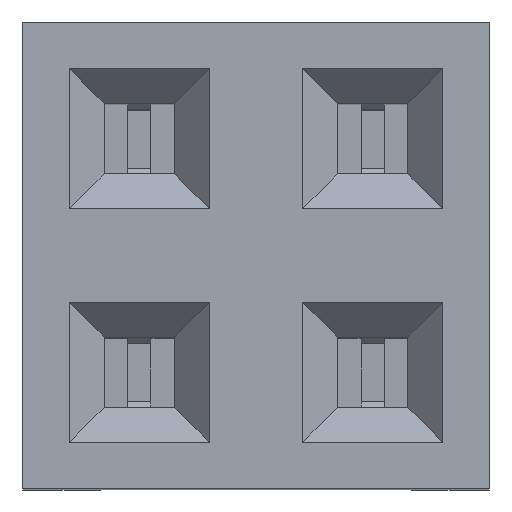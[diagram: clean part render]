
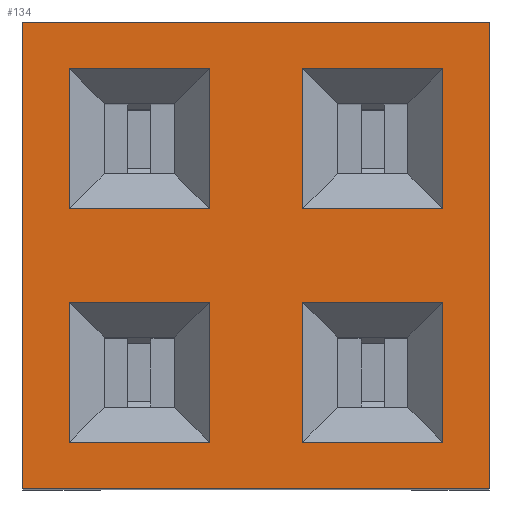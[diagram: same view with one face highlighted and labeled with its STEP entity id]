
A CAD part, top view. The second image highlights one B-rep face of the part: STEP entity #134.
In plain terms, the highlighted planar face has unit normal (0, 0, 1).
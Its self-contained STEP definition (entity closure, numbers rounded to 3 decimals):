
#23=VERTEX_POINT('',#24);
#24=CARTESIAN_POINT('',(1.,-3.,5.6));
#28=EDGE_CURVE('',#23,#29,#31,.T.);
#29=VERTEX_POINT('',#30);
#30=CARTESIAN_POINT('',(1.,1.,5.6));
#31=LINE('',#24,#32);
#32=VECTOR('',#33,1.);
#33=DIRECTION('',(0.,1.,0.));
#44=DIRECTION('',(-1.,0.,0.));
#55=VECTOR('',#56,1.);
#56=DIRECTION('',(1.,0.,0.));
#59=VERTEX_POINT('',#60);
#60=CARTESIAN_POINT('',(-3.,-3.,5.6));
#63=EDGE_CURVE('',#59,#23,#64,.T.);
#64=LINE('',#60,#55);
#93=VECTOR('',#44,1.);
#96=EDGE_CURVE('',#29,#97,#99,.T.);
#97=VERTEX_POINT('',#98);
#98=CARTESIAN_POINT('',(-3.,1.,5.6));
#99=LINE('',#30,#93);
#124=DIRECTION('',(0.,-1.,0.));
#133=DIRECTION('',(0.,0.,-1.));
#134=ADVANCED_FACE('',(#135,#144,#174,#196,#218),#240,.F.);
#135=FACE_BOUND('',#136,.F.);
#136=EDGE_LOOP('',(#137,#138,#139,#143));
#137=ORIENTED_EDGE('',*,*,#28,.F.);
#138=ORIENTED_EDGE('',*,*,#63,.F.);
#139=ORIENTED_EDGE('',*,*,#140,.F.);
#140=EDGE_CURVE('',#97,#59,#141,.T.);
#141=LINE('',#98,#142);
#142=VECTOR('',#124,1.);
#143=ORIENTED_EDGE('',*,*,#96,.F.);
#144=FACE_BOUND('',#145,.F.);
#145=EDGE_LOOP('',(#146,#155,#162,#169));
#146=ORIENTED_EDGE('',*,*,#147,.T.);
#147=EDGE_CURVE('',#148,#150,#152,.T.);
#148=VERTEX_POINT('',#149);
#149=CARTESIAN_POINT('',(0.6,-1.4,5.6));
#150=VERTEX_POINT('',#151);
#151=CARTESIAN_POINT('',(-0.6,-1.4,5.6));
#152=LINE('',#149,#153);
#153=VECTOR('',#154,1.);
#154=DIRECTION('',(-1.,0.,0.));
#155=ORIENTED_EDGE('',*,*,#156,.T.);
#156=EDGE_CURVE('',#150,#157,#159,.T.);
#157=VERTEX_POINT('',#158);
#158=CARTESIAN_POINT('',(-0.6,-2.6,5.6));
#159=LINE('',#151,#160);
#160=VECTOR('',#161,1.);
#161=DIRECTION('',(0.,-1.,0.));
#162=ORIENTED_EDGE('',*,*,#163,.T.);
#163=EDGE_CURVE('',#157,#164,#166,.T.);
#164=VERTEX_POINT('',#165);
#165=CARTESIAN_POINT('',(0.6,-2.6,5.6));
#166=LINE('',#158,#167);
#167=VECTOR('',#168,1.);
#168=DIRECTION('',(1.,0.,0.));
#169=ORIENTED_EDGE('',*,*,#170,.T.);
#170=EDGE_CURVE('',#164,#148,#171,.T.);
#171=LINE('',#165,#172);
#172=VECTOR('',#173,1.);
#173=DIRECTION('',(0.,1.,0.));
#174=FACE_BOUND('',#175,.F.);
#175=EDGE_LOOP('',(#176,#183,#188,#193));
#176=ORIENTED_EDGE('',*,*,#177,.T.);
#177=EDGE_CURVE('',#178,#180,#182,.T.);
#178=VERTEX_POINT('',#179);
#179=CARTESIAN_POINT('',(-0.6,-0.6,5.6));
#180=VERTEX_POINT('',#181);
#181=CARTESIAN_POINT('',(0.6,-0.6,5.6));
#182=LINE('',#179,#167);
#183=ORIENTED_EDGE('',*,*,#184,.T.);
#184=EDGE_CURVE('',#180,#185,#187,.T.);
#185=VERTEX_POINT('',#186);
#186=CARTESIAN_POINT('',(0.6,0.6,5.6));
#187=LINE('',#181,#172);
#188=ORIENTED_EDGE('',*,*,#189,.T.);
#189=EDGE_CURVE('',#185,#190,#192,.T.);
#190=VERTEX_POINT('',#191);
#191=CARTESIAN_POINT('',(-0.6,0.6,5.6));
#192=LINE('',#186,#153);
#193=ORIENTED_EDGE('',*,*,#194,.T.);
#194=EDGE_CURVE('',#190,#178,#195,.T.);
#195=LINE('',#191,#160);
#196=FACE_BOUND('',#197,.F.);
#197=EDGE_LOOP('',(#198,#205,#210,#215));
#198=ORIENTED_EDGE('',*,*,#199,.T.);
#199=EDGE_CURVE('',#200,#202,#204,.T.);
#200=VERTEX_POINT('',#201);
#201=CARTESIAN_POINT('',(-2.6,-1.4,5.6));
#202=VERTEX_POINT('',#203);
#203=CARTESIAN_POINT('',(-2.6,-2.6,5.6));
#204=LINE('',#201,#142);
#205=ORIENTED_EDGE('',*,*,#206,.T.);
#206=EDGE_CURVE('',#202,#207,#209,.T.);
#207=VERTEX_POINT('',#208);
#208=CARTESIAN_POINT('',(-1.4,-2.6,5.6));
#209=LINE('',#203,#55);
#210=ORIENTED_EDGE('',*,*,#211,.T.);
#211=EDGE_CURVE('',#207,#212,#214,.T.);
#212=VERTEX_POINT('',#213);
#213=CARTESIAN_POINT('',(-1.4,-1.4,5.6));
#214=LINE('',#208,#32);
#215=ORIENTED_EDGE('',*,*,#216,.T.);
#216=EDGE_CURVE('',#212,#200,#217,.T.);
#217=LINE('',#213,#93);
#218=FACE_BOUND('',#219,.F.);
#219=EDGE_LOOP('',(#220,#227,#232,#237));
#220=ORIENTED_EDGE('',*,*,#221,.T.);
#221=EDGE_CURVE('',#222,#224,#226,.T.);
#222=VERTEX_POINT('',#223);
#223=CARTESIAN_POINT('',(-1.4,-0.6,5.6));
#224=VERTEX_POINT('',#225);
#225=CARTESIAN_POINT('',(-1.4,0.6,5.6));
#226=LINE('',#223,#32);
#227=ORIENTED_EDGE('',*,*,#228,.T.);
#228=EDGE_CURVE('',#224,#229,#231,.T.);
#229=VERTEX_POINT('',#230);
#230=CARTESIAN_POINT('',(-2.6,0.6,5.6));
#231=LINE('',#225,#93);
#232=ORIENTED_EDGE('',*,*,#233,.T.);
#233=EDGE_CURVE('',#229,#234,#236,.T.);
#234=VERTEX_POINT('',#235);
#235=CARTESIAN_POINT('',(-2.6,-0.6,5.6));
#236=LINE('',#230,#142);
#237=ORIENTED_EDGE('',*,*,#238,.T.);
#238=EDGE_CURVE('',#234,#222,#239,.T.);
#239=LINE('',#235,#55);
#240=PLANE('',#241);
#241=AXIS2_PLACEMENT_3D('',#24,#133,#124);
